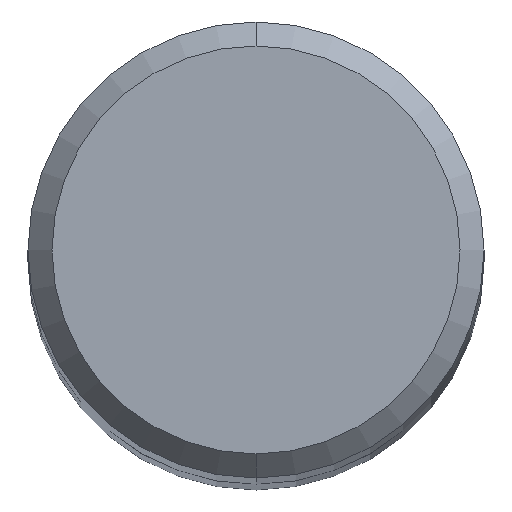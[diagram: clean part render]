
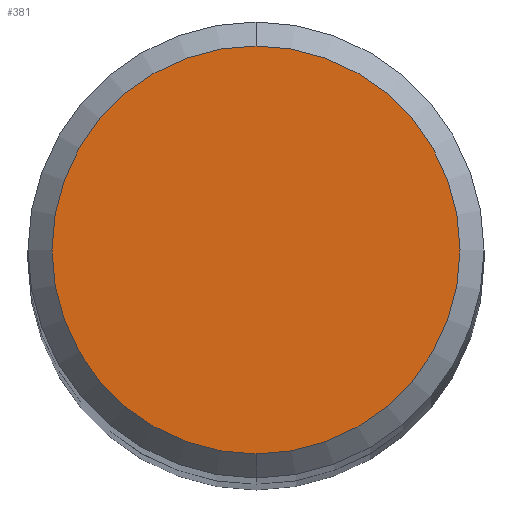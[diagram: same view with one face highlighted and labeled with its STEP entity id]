
A CAD part, top view. The second image highlights one B-rep face of the part: STEP entity #381.
In plain terms, the highlighted planar face has unit normal (0, 0, 1).
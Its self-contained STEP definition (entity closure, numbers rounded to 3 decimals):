
#185=VERTEX_POINT('',#462);
#199=EDGE_CURVE('',#309,#185,#476,.T.);
#289=EDGE_CURVE('',#185,#309,#578,.T.);
#309=VERTEX_POINT('',#600);
#381=ADVANCED_FACE('',(#678),#679,.T.);
#462=CARTESIAN_POINT('',(0.0,3.4,0.0));
#476=CIRCLE('',#779,3.4);
#578=CIRCLE('',#1053,3.4);
#600=CARTESIAN_POINT('',(0.,-3.4,0.0));
#678=FACE_OUTER_BOUND('',#1234,.T.);
#679=PLANE('',#1235);
#779=AXIS2_PLACEMENT_3D('',#1355,#1356,#1357);
#1053=AXIS2_PLACEMENT_3D('',#1499,#1500,#1501);
#1234=EDGE_LOOP('',(#1594,#1595));
#1235=AXIS2_PLACEMENT_3D('',#1596,#1597,#1598);
#1355=CARTESIAN_POINT('',(0.0,0.0,0.0));
#1356=DIRECTION('',(0.0,0.0,-1.0));
#1357=DIRECTION('',(0.0,1.0,0.0));
#1499=CARTESIAN_POINT('',(0.0,0.0,0.0));
#1500=DIRECTION('',(0.0,0.0,-1.0));
#1501=DIRECTION('',(0.0,1.0,0.0));
#1594=ORIENTED_EDGE('',*,*,#289,.F.);
#1595=ORIENTED_EDGE('',*,*,#199,.F.);
#1596=CARTESIAN_POINT('',(0.0,1.7,0.0));
#1597=DIRECTION('',(-0.0,0.0,1.0));
#1598=DIRECTION('',(0.0,-1.0,0.0));
